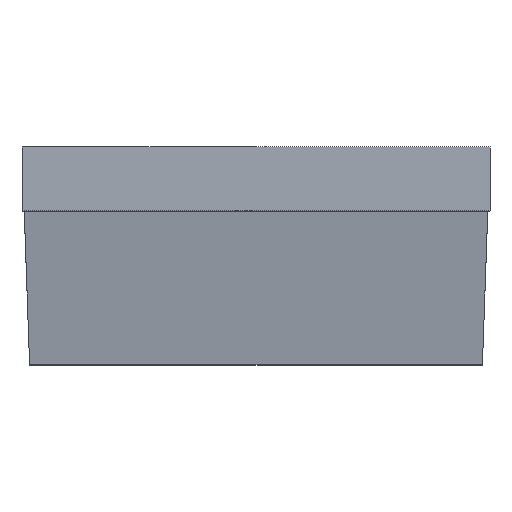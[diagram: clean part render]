
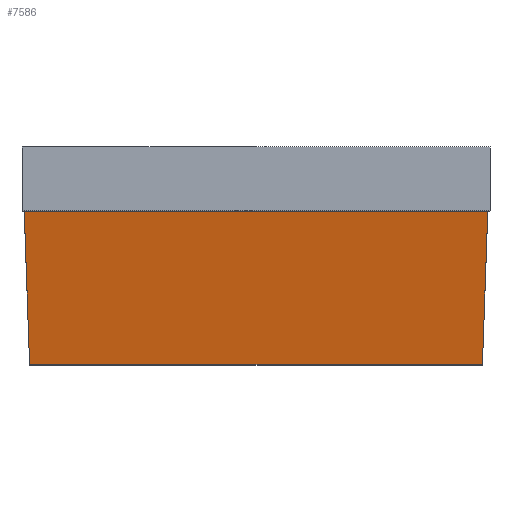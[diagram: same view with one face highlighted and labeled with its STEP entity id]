
A CAD part, top view. The second image highlights one B-rep face of the part: STEP entity #7586.
In plain terms, the highlighted planar face has unit normal (0, -0.174, 0.985).
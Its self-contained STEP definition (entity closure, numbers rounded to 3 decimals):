
#138 = ORIENTED_EDGE ( 'NONE', *, *, #8822, .F. ) ;
#260 = LINE ( 'NONE', #1295, #3318 ) ;
#470 = VERTEX_POINT ( 'NONE', #4719 ) ;
#770 = VERTEX_POINT ( 'NONE', #10823 ) ;
#940 = DIRECTION ( 'NONE',  ( 0., 0.985, 0.174 ) ) ;
#1188 = ORIENTED_EDGE ( 'NONE', *, *, #6792, .T. ) ;
#1213 = CARTESIAN_POINT ( 'NONE',  ( -5.15, 1.151, -0.043 ) ) ;
#1235 = ORIENTED_EDGE ( 'NONE', *, *, #2072, .F. ) ;
#1295 = CARTESIAN_POINT ( 'NONE',  ( -4., 1.151, -0.043 ) ) ;
#1682 = VERTEX_POINT ( 'NONE', #1824 ) ;
#1824 = CARTESIAN_POINT ( 'NONE',  ( -5.107, 1.151, -0.043 ) ) ;
#1827 = LINE ( 'NONE', #6816, #9916 ) ;
#1994 = VERTEX_POINT ( 'NONE', #7893 ) ;
#2006 = CARTESIAN_POINT ( 'NONE',  ( 5.095, 0.804, -0.104 ) ) ;
#2067 = VECTOR ( 'NONE', #8720, 1000. ) ;
#2072 = EDGE_CURVE ( 'NONE', #3678, #770, #260, .T. ) ;
#2384 = DIRECTION ( 'NONE',  ( 0., -0.985, -0.174 ) ) ;
#2914 = EDGE_CURVE ( 'NONE', #10659, #7673, #3097, .T. ) ;
#3097 = LINE ( 'NONE', #3232, #3997 ) ;
#3232 = CARTESIAN_POINT ( 'NONE',  ( -5.15, 1.151, -0.043 ) ) ;
#3318 = VECTOR ( 'NONE', #2384, 1000. ) ;
#3437 = VECTOR ( 'NONE', #8920, 1000. ) ;
#3678 = VERTEX_POINT ( 'NONE', #3843 ) ;
#3843 = CARTESIAN_POINT ( 'NONE',  ( -4., 1.151, -0.043 ) ) ;
#3997 = VECTOR ( 'NONE', #7187, 1000. ) ;
#4200 = LINE ( 'NONE', #2006, #6688 ) ;
#4292 = CARTESIAN_POINT ( 'NONE',  ( 4., 1.151, -0.043 ) ) ;
#4362 = CARTESIAN_POINT ( 'NONE',  ( 4., 0.985, -0.072 ) ) ;
#4533 = CARTESIAN_POINT ( 'NONE',  ( -5.15, 1.151, -0.043 ) ) ;
#4719 = CARTESIAN_POINT ( 'NONE',  ( -4.983, -2.385, -0.667 ) ) ;
#5045 = ORIENTED_EDGE ( 'NONE', *, *, #12514, .F. ) ;
#5114 = LINE ( 'NONE', #8147, #3437 ) ;
#5165 = LINE ( 'NONE', #1213, #8735 ) ;
#5258 = ORIENTED_EDGE ( 'NONE', *, *, #9617, .F. ) ;
#5518 = PLANE ( 'NONE',  #11352 ) ;
#5581 = DIRECTION ( 'NONE',  ( 0., -0.174, 0.985 ) ) ;
#5896 = CARTESIAN_POINT ( 'NONE',  ( 5.107, 1.151, -0.043 ) ) ;
#6551 = LINE ( 'NONE', #10519, #2067 ) ;
#6636 = DIRECTION ( 'NONE',  ( -1., 0., 0. ) ) ;
#6688 = VECTOR ( 'NONE', #12048, 1000. ) ;
#6792 = EDGE_CURVE ( 'NONE', #12148, #770, #9514, .T. ) ;
#6816 = CARTESIAN_POINT ( 'NONE',  ( 4., 1.151, -0.043 ) ) ;
#7114 = EDGE_LOOP ( 'NONE', ( #5258, #1188, #1235, #138, #9269, #5045, #9527, #10589 ) ) ;
#7140 = EDGE_CURVE ( 'NONE', #7673, #1994, #4200, .T. ) ;
#7187 = DIRECTION ( 'NONE',  ( 1., 0., 0. ) ) ;
#7271 = EDGE_CURVE ( 'NONE', #470, #1682, #6551, .T. ) ;
#7575 = DIRECTION ( 'NONE',  ( -1., 0., 0. ) ) ;
#7586 = ADVANCED_FACE ( 'NONE', ( #12443 ), #5518, .T. ) ;
#7673 = VERTEX_POINT ( 'NONE', #5896 ) ;
#7893 = CARTESIAN_POINT ( 'NONE',  ( 4.983, -2.385, -0.667 ) ) ;
#8136 = DIRECTION ( 'NONE',  ( 1., 0., 0. ) ) ;
#8147 = CARTESIAN_POINT ( 'NONE',  ( 0., -2.385, -0.667 ) ) ;
#8425 = CARTESIAN_POINT ( 'NONE',  ( -5.15, 0.985, -0.072 ) ) ;
#8720 = DIRECTION ( 'NONE',  ( -0.034, 0.984, 0.174 ) ) ;
#8735 = VECTOR ( 'NONE', #8136, 1000. ) ;
#8822 = EDGE_CURVE ( 'NONE', #1682, #3678, #5165, .T. ) ;
#8920 = DIRECTION ( 'NONE',  ( -1., 0., 0. ) ) ;
#9269 = ORIENTED_EDGE ( 'NONE', *, *, #7271, .F. ) ;
#9514 = LINE ( 'NONE', #8425, #10185 ) ;
#9527 = ORIENTED_EDGE ( 'NONE', *, *, #7140, .F. ) ;
#9617 = EDGE_CURVE ( 'NONE', #12148, #10659, #1827, .T. ) ;
#9916 = VECTOR ( 'NONE', #940, 1000. ) ;
#10185 = VECTOR ( 'NONE', #6636, 1000. ) ;
#10519 = CARTESIAN_POINT ( 'NONE',  ( -5.107, 1.152, -0.043 ) ) ;
#10589 = ORIENTED_EDGE ( 'NONE', *, *, #2914, .F. ) ;
#10659 = VERTEX_POINT ( 'NONE', #4292 ) ;
#10823 = CARTESIAN_POINT ( 'NONE',  ( -4., 0.985, -0.072 ) ) ;
#11352 = AXIS2_PLACEMENT_3D ( 'NONE', #4533, #5581, #7575 ) ;
#12048 = DIRECTION ( 'NONE',  ( -0.034, -0.984, -0.174 ) ) ;
#12148 = VERTEX_POINT ( 'NONE', #4362 ) ;
#12443 = FACE_OUTER_BOUND ( 'NONE', #7114, .T. ) ;
#12514 = EDGE_CURVE ( 'NONE', #1994, #470, #5114, .T. ) ;
